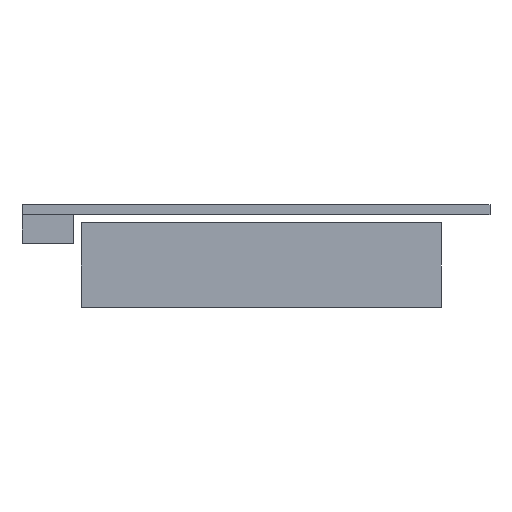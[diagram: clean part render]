
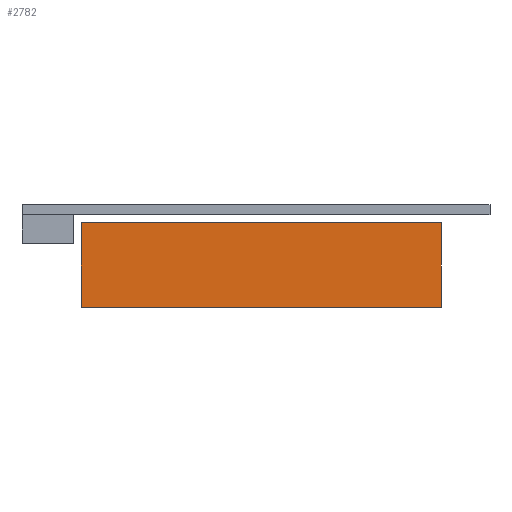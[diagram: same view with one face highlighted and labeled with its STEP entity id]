
A CAD part, left-side view. The second image highlights one B-rep face of the part: STEP entity #2782.
In plain terms, the highlighted planar face has unit normal (-1, 0, 0).
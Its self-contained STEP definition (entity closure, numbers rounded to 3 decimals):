
#50 = DIRECTION ( 'NONE',  ( 0., 1., 0. ) ) ;
#404 = DIRECTION ( 'NONE',  ( 0., 1., 0. ) ) ;
#466 = ORIENTED_EDGE ( 'NONE', *, *, #3011, .F. ) ;
#472 = DIRECTION ( 'NONE',  ( 1., 0., 0. ) ) ;
#489 = VECTOR ( 'NONE', #3639, 1000. ) ;
#504 = EDGE_CURVE ( 'NONE', #2298, #3460, #820, .T. ) ;
#635 = LINE ( 'NONE', #1898, #489 ) ;
#802 = CARTESIAN_POINT ( 'NONE',  ( -21., 56.039, -11.5 ) ) ;
#820 = LINE ( 'NONE', #1665, #5514 ) ;
#829 = DIRECTION ( 'NONE',  ( 0., 0., -1. ) ) ;
#1431 = FACE_OUTER_BOUND ( 'NONE', #2841, .T. ) ;
#1665 = CARTESIAN_POINT ( 'NONE',  ( -21., -13.961, -28. ) ) ;
#1691 = DIRECTION ( 'NONE',  ( 0., 1., 0. ) ) ;
#1694 = CARTESIAN_POINT ( 'NONE',  ( -21., 56.039, 5. ) ) ;
#1898 = CARTESIAN_POINT ( 'NONE',  ( -21., -83.961, -11.5 ) ) ;
#2298 = VERTEX_POINT ( 'NONE', #4177 ) ;
#2490 = ORIENTED_EDGE ( 'NONE', *, *, #3447, .T. ) ;
#2549 = CARTESIAN_POINT ( 'NONE',  ( -21., -83.961, 5. ) ) ;
#2782 = ADVANCED_FACE ( 'NONE', ( #1431 ), #3562, .F. ) ;
#2791 = VECTOR ( 'NONE', #829, 1000. ) ;
#2841 = EDGE_LOOP ( 'NONE', ( #466, #2490, #4020, #2851 ) ) ;
#2851 = ORIENTED_EDGE ( 'NONE', *, *, #504, .F. ) ;
#2990 = CARTESIAN_POINT ( 'NONE',  ( -21., -13.961, 5. ) ) ;
#3011 = EDGE_CURVE ( 'NONE', #5138, #2298, #635, .T. ) ;
#3304 = LINE ( 'NONE', #2990, #4302 ) ;
#3447 = EDGE_CURVE ( 'NONE', #5138, #5373, #3304, .T. ) ;
#3460 = VERTEX_POINT ( 'NONE', #5176 ) ;
#3562 = PLANE ( 'NONE',  #3925 ) ;
#3639 = DIRECTION ( 'NONE',  ( 0., 0., -1. ) ) ;
#3783 = LINE ( 'NONE', #802, #2791 ) ;
#3925 = AXIS2_PLACEMENT_3D ( 'NONE', #4844, #472, #50 ) ;
#4020 = ORIENTED_EDGE ( 'NONE', *, *, #4675, .T. ) ;
#4177 = CARTESIAN_POINT ( 'NONE',  ( -21., -83.961, -28. ) ) ;
#4302 = VECTOR ( 'NONE', #404, 1000. ) ;
#4675 = EDGE_CURVE ( 'NONE', #5373, #3460, #3783, .T. ) ;
#4844 = CARTESIAN_POINT ( 'NONE',  ( -21., 56.039, 5. ) ) ;
#5138 = VERTEX_POINT ( 'NONE', #2549 ) ;
#5176 = CARTESIAN_POINT ( 'NONE',  ( -21., 56.039, -28. ) ) ;
#5373 = VERTEX_POINT ( 'NONE', #1694 ) ;
#5514 = VECTOR ( 'NONE', #1691, 1000. ) ;
